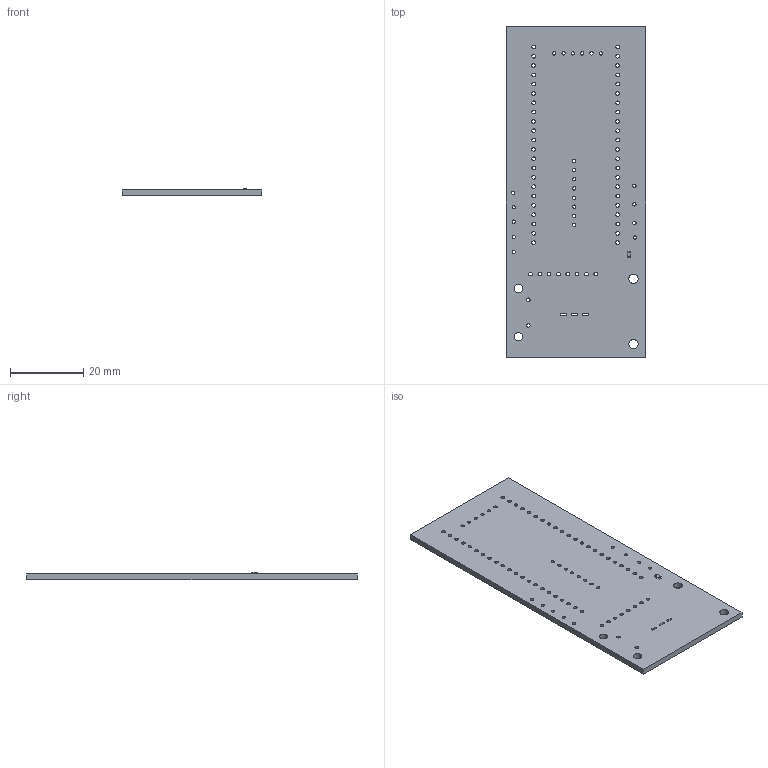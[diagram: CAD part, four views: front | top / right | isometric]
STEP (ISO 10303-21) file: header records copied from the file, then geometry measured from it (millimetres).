
FILE_DESCRIPTION(('Designed by EasyEDA Pro'),'2;1');
FILE_NAME('Open CASCADE Shape Model','2026-01-25T01:09:14',('Author'),( 'Open CASCADE'),'Open CASCADE STEP processor 7.8','Open CASCADE 7.8' ,'Unknown');
FILE_SCHEMA(('AUTOMOTIVE_DESIGN { 1 0 10303 214 1 1 1 1 }'));
Length unit declared in the file: millimetre
Products named in the file (8): EasyEDA PCB Model~7lX1; Board~7lX1; TopCopper~7lX1; BottomCopper~7lX1; TopFpcStiffener~7lX1; BottomFpcStiffener~7lX1; R3~R0603~R0603~7lX1; R0603~R0603~7lX1
Assembly tree (7 placements, depth 3):
  EasyEDA PCB Model~7lX1
    Board~7lX1
    TopCopper~7lX1
    BottomCopper~7lX1
    TopFpcStiffener~7lX1
    BottomFpcStiffener~7lX1
    R3~R0603~R0603~7lX1
      R0603~R0603~7lX1
Bounding box: 37.97 x 89.97 x 2.05 mm (x, y, z)
Volume: 5342.4 mm3; surface area: 7539.8 mm2
Topology: 5 solids, 5 shells, 444 faces, 1245 edges, 830 vertices
Faces by surface type: plane 178, cylinder 168, bspline 98
Entity records: 19077 total; most frequent: CARTESIAN_POINT 3833, ORIENTED_EDGE 2490, DIRECTION 2089, EDGE_CURVE 1245, VERTEX_POINT 830, LINE 709, VECTOR 709, AXIS2_PLACEMENT_3D 690
